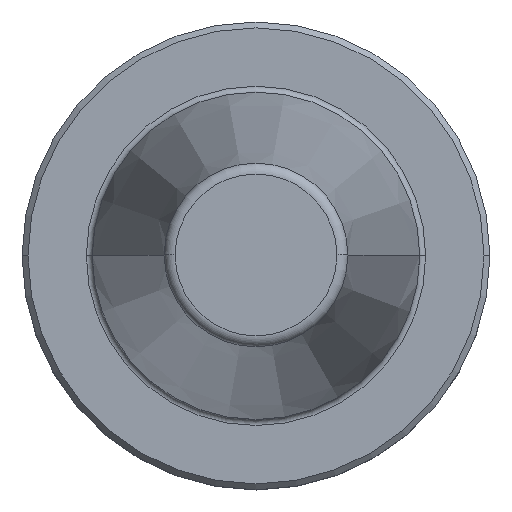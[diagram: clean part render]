
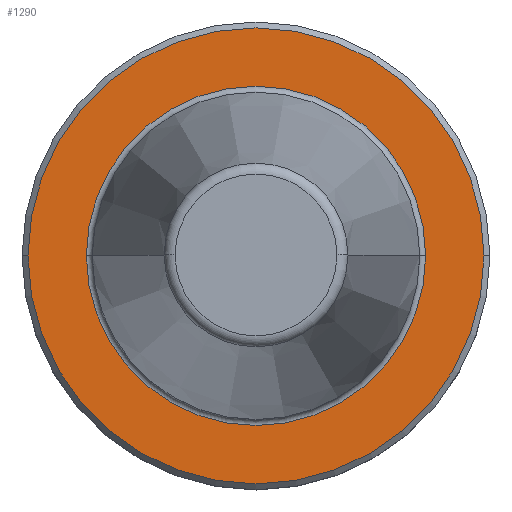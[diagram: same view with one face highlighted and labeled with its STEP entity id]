
A CAD part, top view. The second image highlights one B-rep face of the part: STEP entity #1290.
In plain terms, the highlighted planar face has unit normal (0, 0, 1).
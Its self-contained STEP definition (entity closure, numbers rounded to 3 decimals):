
#485=CARTESIAN_POINT('',(0.,0.,-3.17));
#486=DIRECTION('',(0.,0.,-1.));
#487=DIRECTION('',(1.,0.,0.));
#488=AXIS2_PLACEMENT_3D('',#485,#486,#487);
#501=CARTESIAN_POINT('',(0.,0.,-3.17));
#502=DIRECTION('',(0.,0.,1.));
#503=DIRECTION('',(1.,0.,0.));
#504=AXIS2_PLACEMENT_3D('',#501,#502,#503);
#509=CARTESIAN_POINT('',(0.,0.,-3.17));
#510=DIRECTION('',(0.,0.,-1.));
#511=DIRECTION('',(1.,0.,0.));
#512=AXIS2_PLACEMENT_3D('',#509,#510,#511);
#641=CARTESIAN_POINT('',(0.,0.,-3.17));
#642=DIRECTION('',(0.,0.,1.));
#643=DIRECTION('',(1.,0.,0.));
#644=AXIS2_PLACEMENT_3D('',#641,#642,#643);
#727=CARTESIAN_POINT('',(23.025,0.,-3.17));
#728=VERTEX_POINT('',#727);
#729=CARTESIAN_POINT('',(-23.025,0.,-3.17));
#730=VERTEX_POINT('',#729);
#739=CARTESIAN_POINT('',(30.95,0.,-3.17));
#740=CARTESIAN_POINT('',(-30.95,0.,-3.17));
#741=VERTEX_POINT('',#739);
#742=VERTEX_POINT('',#740);
#1274=CARTESIAN_POINT('',(0.,0.,-3.17));
#1275=DIRECTION('',(0.,0.,-1.));
#1276=DIRECTION('',(-1.,0.,0.));
#1277=AXIS2_PLACEMENT_3D('',#1274,#1275,#1276);
#1278=PLANE('',#1277);
#1279=ORIENTED_EDGE('',*,*,#1264,.T.);
#1281=ORIENTED_EDGE('',*,*,#1280,.F.);
#1282=EDGE_LOOP('',(#1279,#1281));
#1283=FACE_OUTER_BOUND('',#1282,.F.);
#1285=ORIENTED_EDGE('',*,*,#1284,.T.);
#1287=ORIENTED_EDGE('',*,*,#1286,.F.);
#1288=EDGE_LOOP('',(#1285,#1287));
#1289=FACE_BOUND('',#1288,.F.);
#489=CIRCLE('',#488,30.95);
#505=CIRCLE('',#504,23.025);
#513=CIRCLE('',#512,23.025);
#645=CIRCLE('',#644,30.95);
#1264=EDGE_CURVE('',#741,#742,#489,.T.);
#1280=EDGE_CURVE('',#741,#742,#645,.T.);
#1284=EDGE_CURVE('',#728,#730,#505,.T.);
#1286=EDGE_CURVE('',#728,#730,#513,.T.);
#1290=ADVANCED_FACE('',(#1283,#1289),#1278,.F.);
